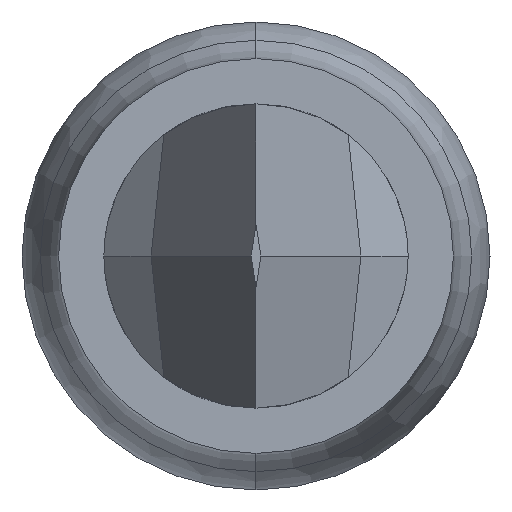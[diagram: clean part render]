
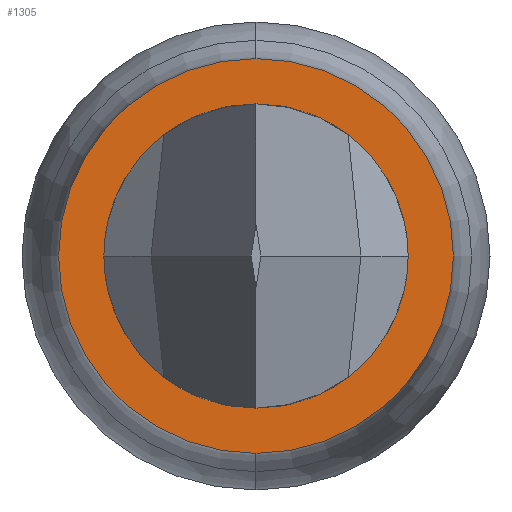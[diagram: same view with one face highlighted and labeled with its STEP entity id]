
A CAD part, left-side view. The second image highlights one B-rep face of the part: STEP entity #1305.
In plain terms, the highlighted planar face has unit normal (-1, 0, 0).
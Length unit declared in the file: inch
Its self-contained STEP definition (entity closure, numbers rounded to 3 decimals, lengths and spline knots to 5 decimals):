
#43 = DIRECTION ( 'NONE',  ( 1., 0., 0. ) ) ;
#66 = CARTESIAN_POINT ( 'NONE',  ( 0., 0., 0.01025 ) ) ;
#76 = VERTEX_POINT ( 'NONE', #1352 ) ;
#90 = DIRECTION ( 'NONE',  ( 0., 0., 1. ) ) ;
#169 = CARTESIAN_POINT ( 'NONE',  ( 0., 0., -0.01025 ) ) ;
#217 = EDGE_LOOP ( 'NONE', ( #398, #312 ) ) ;
#231 = VERTEX_POINT ( 'NONE', #169 ) ;
#279 = EDGE_CURVE ( 'NONE', #231, #1440, #919, .T. ) ;
#287 = ORIENTED_EDGE ( 'NONE', *, *, #279, .T. ) ;
#296 = CIRCLE ( 'NONE', #645, 0.01025 ) ;
#308 = CARTESIAN_POINT ( 'NONE',  ( 0., 0., 0. ) ) ;
#312 = ORIENTED_EDGE ( 'NONE', *, *, #1017, .T. ) ;
#313 = CARTESIAN_POINT ( 'NONE',  ( 0., 0.0125, 0. ) ) ;
#314 = CARTESIAN_POINT ( 'NONE',  ( 0., 0., 0. ) ) ;
#327 = DIRECTION ( 'NONE',  ( 1., 0., 0. ) ) ;
#340 = DIRECTION ( 'NONE',  ( 0., 0., -1. ) ) ;
#351 = CIRCLE ( 'NONE', #865, 0.0079 ) ;
#379 = VERTEX_POINT ( 'NONE', #1141 ) ;
#398 = ORIENTED_EDGE ( 'NONE', *, *, #1488, .T. ) ;
#419 = CARTESIAN_POINT ( 'NONE',  ( 0., 0., 0. ) ) ;
#435 = CIRCLE ( 'NONE', #892, 0.0079 ) ;
#477 = AXIS2_PLACEMENT_3D ( 'NONE', #313, #43, #1110 ) ;
#482 = DIRECTION ( 'NONE',  ( -1., 0., 0. ) ) ;
#513 = DIRECTION ( 'NONE',  ( 0., 0., -1. ) ) ;
#551 = DIRECTION ( 'NONE',  ( 0., 0., 1. ) ) ;
#563 = DIRECTION ( 'NONE',  ( 1., 0., 0. ) ) ;
#566 = FACE_BOUND ( 'NONE', #217, .T. ) ;
#645 = AXIS2_PLACEMENT_3D ( 'NONE', #419, #482, #551 ) ;
#718 = CARTESIAN_POINT ( 'NONE',  ( 0., 0., 0. ) ) ;
#753 = PLANE ( 'NONE',  #477 ) ;
#865 = AXIS2_PLACEMENT_3D ( 'NONE', #314, #327, #340 ) ;
#892 = AXIS2_PLACEMENT_3D ( 'NONE', #718, #563, #513 ) ;
#919 = CIRCLE ( 'NONE', #960, 0.01025 ) ;
#960 = AXIS2_PLACEMENT_3D ( 'NONE', #308, #1358, #90 ) ;
#1017 = EDGE_CURVE ( 'NONE', #379, #76, #435, .T. ) ;
#1023 = FACE_OUTER_BOUND ( 'NONE', #1268, .T. ) ;
#1110 = DIRECTION ( 'NONE',  ( 0., 0., -1. ) ) ;
#1141 = CARTESIAN_POINT ( 'NONE',  ( 0., 0., 0.0079 ) ) ;
#1189 = ORIENTED_EDGE ( 'NONE', *, *, #1216, .T. ) ;
#1216 = EDGE_CURVE ( 'NONE', #1440, #231, #296, .T. ) ;
#1268 = EDGE_LOOP ( 'NONE', ( #1189, #287 ) ) ;
#1305 = ADVANCED_FACE ( 'NONE', ( #566, #1023 ), #753, .F. ) ;
#1352 = CARTESIAN_POINT ( 'NONE',  ( 0., 0., -0.0079 ) ) ;
#1358 = DIRECTION ( 'NONE',  ( -1., 0., 0. ) ) ;
#1440 = VERTEX_POINT ( 'NONE', #66 ) ;
#1488 = EDGE_CURVE ( 'NONE', #76, #379, #351, .T. ) ;
